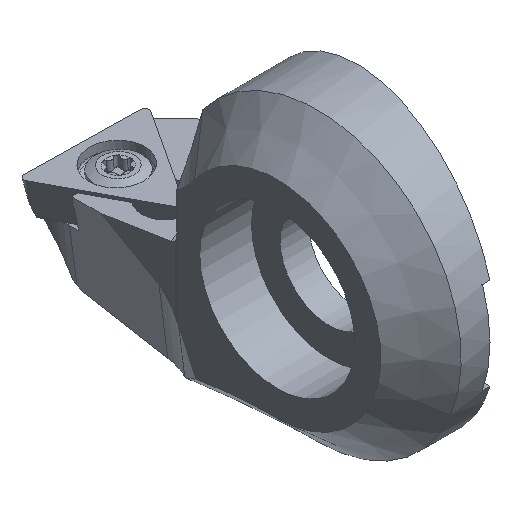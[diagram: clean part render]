
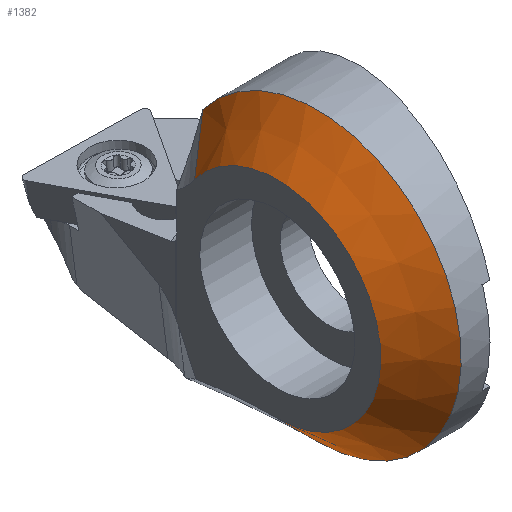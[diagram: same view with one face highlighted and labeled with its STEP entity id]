
A CAD part, isometric view. The second image highlights one B-rep face of the part: STEP entity #1382.
In plain terms, the highlighted conical face has half-angle 45 degrees and reference radius 12.5 mm.
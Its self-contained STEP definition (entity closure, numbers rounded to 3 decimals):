
#39=CONICAL_SURFACE('',#1577,12.5,0.785);
#92=CIRCLE('',#1505,12.5);
#94=CIRCLE('',#1509,9.);
#187=FACE_OUTER_BOUND('',#268,.T.);
#268=EDGE_LOOP('',(#1134,#1135,#1136,#1137,#1138));
#321=B_SPLINE_CURVE_WITH_KNOTS('',3,(#2311,#2312,#2313,#2314),
 .UNSPECIFIED.,.F.,.F.,(4,4),(0.007,0.007),
 .UNSPECIFIED.);
#425=LINE('',#2423,#531);
#426=LINE('',#2424,#532);
#531=VECTOR('',#1890,1000.);
#532=VECTOR('',#1891,1000.);
#579=VERTEX_POINT('',#2138);
#580=VERTEX_POINT('',#2140);
#586=VERTEX_POINT('',#2159);
#587=VERTEX_POINT('',#2160);
#626=VERTEX_POINT('',#2304);
#714=EDGE_CURVE('',#580,#579,#92,.T.);
#721=EDGE_CURVE('',#586,#587,#94,.T.);
#780=EDGE_CURVE('',#626,#579,#321,.T.);
#826=EDGE_CURVE('',#580,#586,#425,.T.);
#827=EDGE_CURVE('',#626,#587,#426,.T.);
#1134=ORIENTED_EDGE('',*,*,#826,.F.);
#1135=ORIENTED_EDGE('',*,*,#714,.T.);
#1136=ORIENTED_EDGE('',*,*,#780,.F.);
#1137=ORIENTED_EDGE('',*,*,#827,.T.);
#1138=ORIENTED_EDGE('',*,*,#721,.F.);
#1382=ADVANCED_FACE('',(#187),#39,.T.);
#1505=AXIS2_PLACEMENT_3D('',#2141,#1676,#1677);
#1509=AXIS2_PLACEMENT_3D('',#2161,#1687,#1688);
#1577=AXIS2_PLACEMENT_3D('',#2422,#1888,#1889);
#1676=DIRECTION('center_axis',(-1.,0.,0.));
#1677=DIRECTION('ref_axis',(0.,0.,
1.));
#1687=DIRECTION('center_axis',(-1.,0.,0.));
#1688=DIRECTION('ref_axis',(0.,1.,0.));
#1888=DIRECTION('center_axis',(1.,0.,0.));
#1889=DIRECTION('ref_axis',(0.,-0.894,0.447));
#1890=DIRECTION('',(-0.707,0.,0.707));
#1891=DIRECTION('',(-0.707,-0.566,-0.424));
#2138=CARTESIAN_POINT('',(-3.5,9.993,7.509));
#2140=CARTESIAN_POINT('',(-3.5,0.,-12.5));
#2141=CARTESIAN_POINT('Origin',(-3.5,0.,0.));
#2159=CARTESIAN_POINT('',(-7.,0.,-9.));
#2160=CARTESIAN_POINT('',(-7.,7.2,5.4));
#2161=CARTESIAN_POINT('Origin',(-7.,0.,0.));
#2304=CARTESIAN_POINT('',(-3.523,9.982,7.486));
#2311=CARTESIAN_POINT('Ctrl Pts',(-3.523,9.982,7.486));
#2312=CARTESIAN_POINT('Ctrl Pts',(-3.515,9.985,7.494));
#2313=CARTESIAN_POINT('Ctrl Pts',(-3.508,9.989,7.502));
#2314=CARTESIAN_POINT('Ctrl Pts',(-3.5,9.993,7.509));
#2422=CARTESIAN_POINT('Origin',(-3.5,0.,0.));
#2423=CARTESIAN_POINT('',(-9.05,0.,-6.95));
#2424=CARTESIAN_POINT('',(-7.,7.2,5.4));
